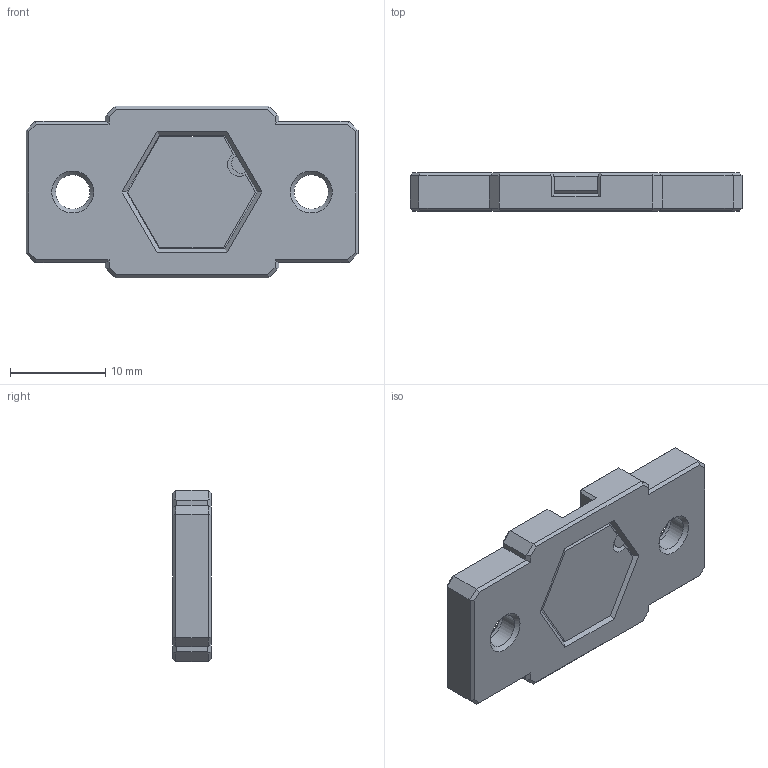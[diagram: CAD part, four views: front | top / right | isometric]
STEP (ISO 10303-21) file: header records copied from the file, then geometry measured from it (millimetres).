
FILE_DESCRIPTION(/* description */ ('STEP AP242','CAx-IF Rec.Pracs.---Representation and Presentation of Product Manufacturing Information (PMI)---4.0---2014-10-13','CAx-IF Rec.Pracs.---3D Tessellated Geometry---0.4---2014-09-14','2;1'),/* implementation_level */ '2;1');
FILE_NAME(/* name */ '68addcf9e7679577d6ffbaa2',/* time_stamp */ '2025-08-26T16:12:41Z',/* author */ (''),/* organization */ (''),/* preprocessor_version */ 'ST-DEVELOPER v20',/* originating_system */ 'ONSHAPE BY PTC INC, 1.202',/* authorisation */ ' ');
FILE_SCHEMA (('AP242_MANAGED_MODEL_BASED_3D_ENGINEERING_MIM_LF { 1 0 10303 442 1 1 4 }'));
Length unit declared in the file: metre
Products named in the file (3): Bed LED Bar Barf; [b] - LED Back Barf; SOLID
Assembly tree (2 placements, depth 2):
  Bed LED Bar Barf
    [b] - LED Back Barf
    SOLID
Bounding box: 34.8 x 4 x 18 mm (x, y, z)
Volume: 1887.6 mm3; surface area: 1859.9 mm2
Topology: 2 solids, 2 shells, 129 faces, 316 edges, 192 vertices
Faces by surface type: plane 119, cylinder 6, cone 4
Full cylindrical faces by diameter (mm): 3.6 x2, 6.5 x2
Entity records: 3698 total; most frequent: CARTESIAN_POINT 632, ORIENTED_EDGE 616, DIRECTION 588, EDGE_CURVE 308, LINE 292, VECTOR 292, VERTEX_POINT 192, AXIS2_PLACEMENT_3D 148
